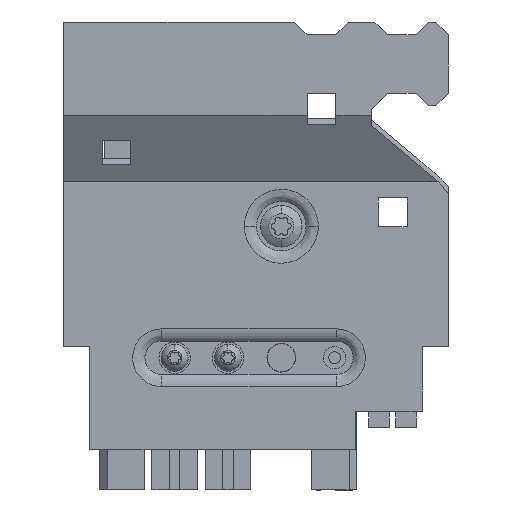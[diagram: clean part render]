
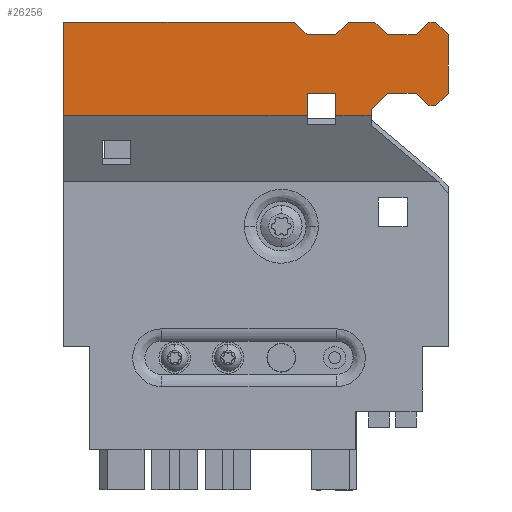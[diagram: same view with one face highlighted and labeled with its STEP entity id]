
A CAD part, front view. The second image highlights one B-rep face of the part: STEP entity #26256.
In plain terms, the highlighted planar face has unit normal (0, -1, 0).
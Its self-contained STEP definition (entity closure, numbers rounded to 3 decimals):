
#26099=AXIS2_PLACEMENT_3D('Plane Axis2P3D',#26096,#26097,#26098) ;
#24626=CARTESIAN_POINT('Line Origine',(40.45,0.,53.588)) ;
#24630=CARTESIAN_POINT('Vertex',(42.001,0.,53.588)) ;
#24632=CARTESIAN_POINT('Vertex',(38.9,0.,53.588)) ;
#24653=CARTESIAN_POINT('Vertex',(34.8,0.,53.588)) ;
#24656=CARTESIAN_POINT('Line Origine',(17.4,0.,53.588)) ;
#24660=CARTESIAN_POINT('Vertex',(0.,0.,53.588)) ;
#24672=CARTESIAN_POINT('Vertex',(44.001,0.,53.588)) ;
#24675=CARTESIAN_POINT('Line Origine',(43.001,0.,53.588)) ;
#24732=CARTESIAN_POINT('Line Origine',(0.,0.,60.242)) ;
#24736=CARTESIAN_POINT('Vertex',(0.,0.,66.896)) ;
#26079=CARTESIAN_POINT('Vertex',(44.001,0.,54.397)) ;
#26082=CARTESIAN_POINT('Line Origine',(44.001,0.,53.992)) ;
#26096=CARTESIAN_POINT('Axis2P3D Location',(23.5,0.,17.498)) ;
#26101=CARTESIAN_POINT('Line Origine',(45.15,0.,55.546)) ;
#26105=CARTESIAN_POINT('Vertex',(46.3,0.,56.696)) ;
#26108=CARTESIAN_POINT('Line Origine',(48.35,0.,56.696)) ;
#26112=CARTESIAN_POINT('Vertex',(50.4,0.,56.696)) ;
#26115=CARTESIAN_POINT('Line Origine',(51.3,0.,55.796)) ;
#26119=CARTESIAN_POINT('Vertex',(52.2,0.,54.896)) ;
#26122=CARTESIAN_POINT('Line Origine',(52.7,0.,54.896)) ;
#26126=CARTESIAN_POINT('Vertex',(53.2,0.,54.896)) ;
#26129=CARTESIAN_POINT('Line Origine',(54.1,0.,55.796)) ;
#26133=CARTESIAN_POINT('Vertex',(55.,0.,56.696)) ;
#26136=CARTESIAN_POINT('Line Origine',(55.,0.,60.896)) ;
#26140=CARTESIAN_POINT('Vertex',(55.,0.,65.096)) ;
#26143=CARTESIAN_POINT('Line Origine',(54.1,0.,65.996)) ;
#26147=CARTESIAN_POINT('Vertex',(53.2,0.,66.896)) ;
#26150=CARTESIAN_POINT('Line Origine',(52.7,0.,66.896)) ;
#26154=CARTESIAN_POINT('Vertex',(52.2,0.,66.896)) ;
#26157=CARTESIAN_POINT('Line Origine',(51.3,0.,65.996)) ;
#26161=CARTESIAN_POINT('Vertex',(50.4,0.,65.096)) ;
#26164=CARTESIAN_POINT('Line Origine',(48.35,0.,65.096)) ;
#26168=CARTESIAN_POINT('Vertex',(46.3,0.,65.096)) ;
#26171=CARTESIAN_POINT('Line Origine',(45.4,0.,65.996)) ;
#26175=CARTESIAN_POINT('Vertex',(44.5,0.,66.896)) ;
#26178=CARTESIAN_POINT('Line Origine',(42.6,0.,66.896)) ;
#26182=CARTESIAN_POINT('Vertex',(40.7,0.,66.896)) ;
#26185=CARTESIAN_POINT('Line Origine',(39.8,0.,65.996)) ;
#26189=CARTESIAN_POINT('Vertex',(38.9,0.,65.096)) ;
#26192=CARTESIAN_POINT('Line Origine',(36.85,0.,65.096)) ;
#26196=CARTESIAN_POINT('Vertex',(34.8,0.,65.096)) ;
#26199=CARTESIAN_POINT('Line Origine',(33.9,0.,65.996)) ;
#26203=CARTESIAN_POINT('Vertex',(33.,0.,66.896)) ;
#26206=CARTESIAN_POINT('Line Origine',(16.5,0.,66.896)) ;
#26211=CARTESIAN_POINT('Line Origine',(34.8,0.,55.142)) ;
#26215=CARTESIAN_POINT('Vertex',(34.8,0.,56.696)) ;
#26218=CARTESIAN_POINT('Line Origine',(36.85,0.,56.696)) ;
#26222=CARTESIAN_POINT('Vertex',(38.9,0.,56.696)) ;
#26225=CARTESIAN_POINT('Line Origine',(38.9,0.,55.142)) ;
#24627=DIRECTION('Vector Direction',(-1.,0.,0.)) ;
#24657=DIRECTION('Vector Direction',(-1.,0.,0.)) ;
#24676=DIRECTION('Vector Direction',(-1.,0.,0.)) ;
#24733=DIRECTION('Vector Direction',(0.,0.,1.)) ;
#26083=DIRECTION('Vector Direction',(0.,0.,-1.)) ;
#26097=DIRECTION('Axis2P3D Direction',(0.,1.,0.)) ;
#26098=DIRECTION('Axis2P3D XDirection',(-1.,0.,0.)) ;
#26102=DIRECTION('Vector Direction',(0.707,0.,0.707)) ;
#26109=DIRECTION('Vector Direction',(1.,0.,0.)) ;
#26116=DIRECTION('Vector Direction',(0.707,0.,-0.707)) ;
#26123=DIRECTION('Vector Direction',(1.,0.,0.)) ;
#26130=DIRECTION('Vector Direction',(0.707,0.,0.707)) ;
#26137=DIRECTION('Vector Direction',(0.,0.,-1.)) ;
#26144=DIRECTION('Vector Direction',(0.707,0.,-0.707)) ;
#26151=DIRECTION('Vector Direction',(1.,0.,0.)) ;
#26158=DIRECTION('Vector Direction',(0.707,0.,0.707)) ;
#26165=DIRECTION('Vector Direction',(1.,0.,0.)) ;
#26172=DIRECTION('Vector Direction',(0.707,0.,-0.707)) ;
#26179=DIRECTION('Vector Direction',(1.,0.,0.)) ;
#26186=DIRECTION('Vector Direction',(0.707,0.,0.707)) ;
#26193=DIRECTION('Vector Direction',(1.,0.,0.)) ;
#26200=DIRECTION('Vector Direction',(0.707,0.,-0.707)) ;
#26207=DIRECTION('Vector Direction',(-1.,0.,0.)) ;
#26212=DIRECTION('Vector Direction',(0.,0.,1.)) ;
#26219=DIRECTION('Vector Direction',(-1.,0.,0.)) ;
#26226=DIRECTION('Vector Direction',(0.,0.,-1.)) ;
#24628=VECTOR('Line Direction',#24627,1.) ;
#24658=VECTOR('Line Direction',#24657,1.) ;
#24677=VECTOR('Line Direction',#24676,1.) ;
#24734=VECTOR('Line Direction',#24733,1.) ;
#26084=VECTOR('Line Direction',#26083,1.) ;
#26103=VECTOR('Line Direction',#26102,1.) ;
#26110=VECTOR('Line Direction',#26109,1.) ;
#26117=VECTOR('Line Direction',#26116,1.) ;
#26124=VECTOR('Line Direction',#26123,1.) ;
#26131=VECTOR('Line Direction',#26130,1.) ;
#26138=VECTOR('Line Direction',#26137,1.) ;
#26145=VECTOR('Line Direction',#26144,1.) ;
#26152=VECTOR('Line Direction',#26151,1.) ;
#26159=VECTOR('Line Direction',#26158,1.) ;
#26166=VECTOR('Line Direction',#26165,1.) ;
#26173=VECTOR('Line Direction',#26172,1.) ;
#26180=VECTOR('Line Direction',#26179,1.) ;
#26187=VECTOR('Line Direction',#26186,1.) ;
#26194=VECTOR('Line Direction',#26193,1.) ;
#26201=VECTOR('Line Direction',#26200,1.) ;
#26208=VECTOR('Line Direction',#26207,1.) ;
#26213=VECTOR('Line Direction',#26212,1.) ;
#26220=VECTOR('Line Direction',#26219,1.) ;
#26227=VECTOR('Line Direction',#26226,1.) ;
#26231=ORIENTED_EDGE('',*,*,#26086,.F.) ;
#26232=ORIENTED_EDGE('',*,*,#26107,.T.) ;
#26233=ORIENTED_EDGE('',*,*,#26114,.T.) ;
#26234=ORIENTED_EDGE('',*,*,#26121,.T.) ;
#26235=ORIENTED_EDGE('',*,*,#26128,.T.) ;
#26236=ORIENTED_EDGE('',*,*,#26135,.T.) ;
#26237=ORIENTED_EDGE('',*,*,#26142,.F.) ;
#26238=ORIENTED_EDGE('',*,*,#26149,.F.) ;
#26239=ORIENTED_EDGE('',*,*,#26156,.F.) ;
#26240=ORIENTED_EDGE('',*,*,#26163,.F.) ;
#26241=ORIENTED_EDGE('',*,*,#26170,.F.) ;
#26242=ORIENTED_EDGE('',*,*,#26177,.F.) ;
#26243=ORIENTED_EDGE('',*,*,#26184,.F.) ;
#26244=ORIENTED_EDGE('',*,*,#26191,.F.) ;
#26245=ORIENTED_EDGE('',*,*,#26198,.F.) ;
#26246=ORIENTED_EDGE('',*,*,#26205,.F.) ;
#26247=ORIENTED_EDGE('',*,*,#26210,.T.) ;
#26248=ORIENTED_EDGE('',*,*,#24738,.F.) ;
#26249=ORIENTED_EDGE('',*,*,#24662,.F.) ;
#26250=ORIENTED_EDGE('',*,*,#26217,.T.) ;
#26251=ORIENTED_EDGE('',*,*,#26224,.F.) ;
#26252=ORIENTED_EDGE('',*,*,#26229,.T.) ;
#26253=ORIENTED_EDGE('',*,*,#24634,.F.) ;
#26254=ORIENTED_EDGE('',*,*,#24679,.F.) ;
#26256=ADVANCED_FACE('shild',(#26255),#26100,.F.) ;
#24634=EDGE_CURVE('',#24631,#24633,#24629,.T.) ;
#24662=EDGE_CURVE('',#24654,#24661,#24659,.T.) ;
#24679=EDGE_CURVE('',#24673,#24631,#24678,.T.) ;
#24738=EDGE_CURVE('',#24661,#24737,#24735,.T.) ;
#26086=EDGE_CURVE('',#26080,#24673,#26085,.T.) ;
#26107=EDGE_CURVE('',#26080,#26106,#26104,.T.) ;
#26114=EDGE_CURVE('',#26106,#26113,#26111,.T.) ;
#26121=EDGE_CURVE('',#26113,#26120,#26118,.T.) ;
#26128=EDGE_CURVE('',#26120,#26127,#26125,.T.) ;
#26135=EDGE_CURVE('',#26127,#26134,#26132,.T.) ;
#26142=EDGE_CURVE('',#26141,#26134,#26139,.T.) ;
#26149=EDGE_CURVE('',#26148,#26141,#26146,.T.) ;
#26156=EDGE_CURVE('',#26155,#26148,#26153,.T.) ;
#26163=EDGE_CURVE('',#26162,#26155,#26160,.T.) ;
#26170=EDGE_CURVE('',#26169,#26162,#26167,.T.) ;
#26177=EDGE_CURVE('',#26176,#26169,#26174,.T.) ;
#26184=EDGE_CURVE('',#26183,#26176,#26181,.T.) ;
#26191=EDGE_CURVE('',#26190,#26183,#26188,.T.) ;
#26198=EDGE_CURVE('',#26197,#26190,#26195,.T.) ;
#26205=EDGE_CURVE('',#26204,#26197,#26202,.T.) ;
#26210=EDGE_CURVE('',#26204,#24737,#26209,.T.) ;
#26217=EDGE_CURVE('',#24654,#26216,#26214,.T.) ;
#26224=EDGE_CURVE('',#26223,#26216,#26221,.T.) ;
#26229=EDGE_CURVE('',#26223,#24633,#26228,.T.) ;
#26230=EDGE_LOOP('',(#26231,#26232,#26233,#26234,#26235,#26236,#26237,#26238,#26239,#26240,#26241,#26242,#26243,#26244,#26245,#26246,#26247,#26248,#26249,#26250,#26251,#26252,#26253,#26254)) ;
#26255=FACE_OUTER_BOUND('',#26230,.T.) ;
#24629=LINE('Line',#24626,#24628) ;
#24659=LINE('Line',#24656,#24658) ;
#24678=LINE('Line',#24675,#24677) ;
#24735=LINE('Line',#24732,#24734) ;
#26085=LINE('Line',#26082,#26084) ;
#26104=LINE('Line',#26101,#26103) ;
#26111=LINE('Line',#26108,#26110) ;
#26118=LINE('Line',#26115,#26117) ;
#26125=LINE('Line',#26122,#26124) ;
#26132=LINE('Line',#26129,#26131) ;
#26139=LINE('Line',#26136,#26138) ;
#26146=LINE('Line',#26143,#26145) ;
#26153=LINE('Line',#26150,#26152) ;
#26160=LINE('Line',#26157,#26159) ;
#26167=LINE('Line',#26164,#26166) ;
#26174=LINE('Line',#26171,#26173) ;
#26181=LINE('Line',#26178,#26180) ;
#26188=LINE('Line',#26185,#26187) ;
#26195=LINE('Line',#26192,#26194) ;
#26202=LINE('Line',#26199,#26201) ;
#26209=LINE('Line',#26206,#26208) ;
#26214=LINE('Line',#26211,#26213) ;
#26221=LINE('Line',#26218,#26220) ;
#26228=LINE('Line',#26225,#26227) ;
#26100=PLANE('',#26099) ;
#24631=VERTEX_POINT('',#24630) ;
#24633=VERTEX_POINT('',#24632) ;
#24654=VERTEX_POINT('',#24653) ;
#24661=VERTEX_POINT('',#24660) ;
#24673=VERTEX_POINT('',#24672) ;
#24737=VERTEX_POINT('',#24736) ;
#26080=VERTEX_POINT('',#26079) ;
#26106=VERTEX_POINT('',#26105) ;
#26113=VERTEX_POINT('',#26112) ;
#26120=VERTEX_POINT('',#26119) ;
#26127=VERTEX_POINT('',#26126) ;
#26134=VERTEX_POINT('',#26133) ;
#26141=VERTEX_POINT('',#26140) ;
#26148=VERTEX_POINT('',#26147) ;
#26155=VERTEX_POINT('',#26154) ;
#26162=VERTEX_POINT('',#26161) ;
#26169=VERTEX_POINT('',#26168) ;
#26176=VERTEX_POINT('',#26175) ;
#26183=VERTEX_POINT('',#26182) ;
#26190=VERTEX_POINT('',#26189) ;
#26197=VERTEX_POINT('',#26196) ;
#26204=VERTEX_POINT('',#26203) ;
#26216=VERTEX_POINT('',#26215) ;
#26223=VERTEX_POINT('',#26222) ;
